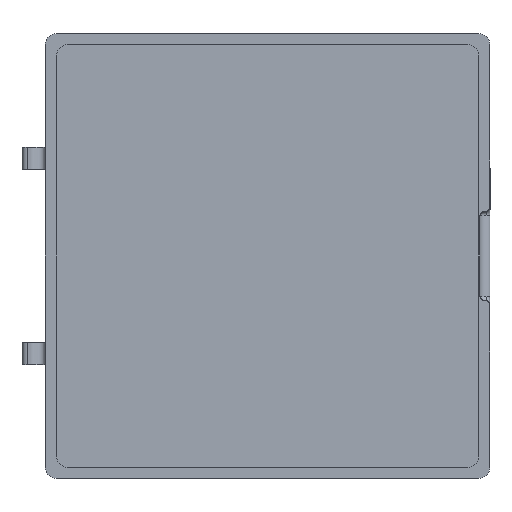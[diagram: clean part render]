
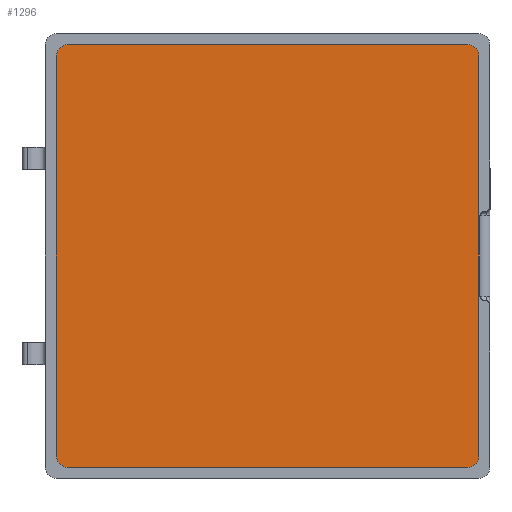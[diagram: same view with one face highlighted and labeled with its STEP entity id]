
A CAD part, front view. The second image highlights one B-rep face of the part: STEP entity #1296.
In plain terms, the highlighted planar face has unit normal (0, -1, 0).
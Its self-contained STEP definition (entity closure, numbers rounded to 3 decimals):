
#32 = CARTESIAN_POINT ( 'NONE',  ( -441.856, 8., -170.252 ) ) ;
#69 = LINE ( 'NONE', #552, #1342 ) ;
#83 = AXIS2_PLACEMENT_3D ( 'NONE', #1219, #104, #588 ) ;
#98 = CARTESIAN_POINT ( 'NONE',  ( -256.856, 8., -170.252 ) ) ;
#104 = DIRECTION ( 'NONE',  ( 0., -1., 0. ) ) ;
#149 = CARTESIAN_POINT ( 'NONE',  ( -251.856, 8., 19.748 ) ) ;
#170 = CARTESIAN_POINT ( 'NONE',  ( -256.856, 8., -165.252 ) ) ;
#190 = CIRCLE ( 'NONE', #894, 5. ) ;
#191 = EDGE_CURVE ( 'NONE', #1391, #900, #69, .T. ) ;
#214 = EDGE_LOOP ( 'NONE', ( #1067, #1292, #373, #1233, #1132, #501, #1498, #545 ) ) ;
#222 = CARTESIAN_POINT ( 'NONE',  ( -436.856, 8., -170.252 ) ) ;
#225 = VECTOR ( 'NONE', #1112, 1000. ) ;
#265 = CARTESIAN_POINT ( 'NONE',  ( -436.856, 8., 14.748 ) ) ;
#289 = CARTESIAN_POINT ( 'NONE',  ( -441.856, 8., -165.252 ) ) ;
#291 = VERTEX_POINT ( 'NONE', #852 ) ;
#296 = VERTEX_POINT ( 'NONE', #466 ) ;
#309 = DIRECTION ( 'NONE',  ( 1., 0., 0. ) ) ;
#346 = FACE_OUTER_BOUND ( 'NONE', #214, .T. ) ;
#373 = ORIENTED_EDGE ( 'NONE', *, *, #1577, .T. ) ;
#393 = EDGE_CURVE ( 'NONE', #291, #510, #1129, .T. ) ;
#394 = AXIS2_PLACEMENT_3D ( 'NONE', #575, #1312, #1190 ) ;
#407 = DIRECTION ( 'NONE',  ( 0., -1., 0. ) ) ;
#413 = CARTESIAN_POINT ( 'NONE',  ( -251.856, 8., -170.252 ) ) ;
#421 = LINE ( 'NONE', #413, #1497 ) ;
#425 = CIRCLE ( 'NONE', #1324, 5. ) ;
#445 = EDGE_CURVE ( 'NONE', #777, #662, #881, .T. ) ;
#448 = EDGE_CURVE ( 'NONE', #662, #291, #425, .T. ) ;
#466 = CARTESIAN_POINT ( 'NONE',  ( -251.856, 8., -165.252 ) ) ;
#501 = ORIENTED_EDGE ( 'NONE', *, *, #448, .T. ) ;
#510 = VERTEX_POINT ( 'NONE', #289 ) ;
#545 = ORIENTED_EDGE ( 'NONE', *, *, #891, .T. ) ;
#552 = CARTESIAN_POINT ( 'NONE',  ( -251.856, 8., -170.252 ) ) ;
#575 = CARTESIAN_POINT ( 'NONE',  ( -436.856, 8., -165.252 ) ) ;
#588 = DIRECTION ( 'NONE',  ( 0., 0., -1. ) ) ;
#640 = DIRECTION ( 'NONE',  ( 0., 0., -1. ) ) ;
#644 = DIRECTION ( 'NONE',  ( 0., 0., -1. ) ) ;
#662 = VERTEX_POINT ( 'NONE', #1210 ) ;
#685 = CARTESIAN_POINT ( 'NONE',  ( -251.856, 8., 14.748 ) ) ;
#704 = DIRECTION ( 'NONE',  ( 0., 0., -1. ) ) ;
#777 = VERTEX_POINT ( 'NONE', #873 ) ;
#783 = DIRECTION ( 'NONE',  ( 0., 0., 1. ) ) ;
#852 = CARTESIAN_POINT ( 'NONE',  ( -441.856, 8., 14.748 ) ) ;
#858 = VECTOR ( 'NONE', #1015, 1000. ) ;
#862 = VERTEX_POINT ( 'NONE', #685 ) ;
#865 = EDGE_CURVE ( 'NONE', #862, #777, #1101, .T. ) ;
#873 = CARTESIAN_POINT ( 'NONE',  ( -256.856, 8., 19.748 ) ) ;
#881 = LINE ( 'NONE', #149, #225 ) ;
#891 = EDGE_CURVE ( 'NONE', #510, #1391, #1156, .T. ) ;
#894 = AXIS2_PLACEMENT_3D ( 'NONE', #170, #407, #640 ) ;
#900 = VERTEX_POINT ( 'NONE', #98 ) ;
#1015 = DIRECTION ( 'NONE',  ( 0., 0., -1. ) ) ;
#1064 = EDGE_CURVE ( 'NONE', #900, #296, #190, .T. ) ;
#1067 = ORIENTED_EDGE ( 'NONE', *, *, #191, .T. ) ;
#1101 = CIRCLE ( 'NONE', #1510, 5. ) ;
#1112 = DIRECTION ( 'NONE',  ( -1., 0., 0. ) ) ;
#1129 = LINE ( 'NONE', #32, #858 ) ;
#1132 = ORIENTED_EDGE ( 'NONE', *, *, #445, .T. ) ;
#1156 = CIRCLE ( 'NONE', #394, 5. ) ;
#1169 = DIRECTION ( 'NONE',  ( 0., -1., 0. ) ) ;
#1190 = DIRECTION ( 'NONE',  ( 0., 0., -1. ) ) ;
#1210 = CARTESIAN_POINT ( 'NONE',  ( -436.856, 8., 19.748 ) ) ;
#1219 = CARTESIAN_POINT ( 'NONE',  ( 0., 8., 0. ) ) ;
#1233 = ORIENTED_EDGE ( 'NONE', *, *, #865, .T. ) ;
#1292 = ORIENTED_EDGE ( 'NONE', *, *, #1064, .T. ) ;
#1296 = ADVANCED_FACE ( 'NONE', ( #346 ), #1318, .T. ) ;
#1312 = DIRECTION ( 'NONE',  ( 0., -1., 0. ) ) ;
#1318 = PLANE ( 'NONE',  #83 ) ;
#1319 = CARTESIAN_POINT ( 'NONE',  ( -256.856, 8., 14.748 ) ) ;
#1324 = AXIS2_PLACEMENT_3D ( 'NONE', #265, #1470, #644 ) ;
#1342 = VECTOR ( 'NONE', #309, 1000. ) ;
#1391 = VERTEX_POINT ( 'NONE', #222 ) ;
#1470 = DIRECTION ( 'NONE',  ( 0., -1., 0. ) ) ;
#1497 = VECTOR ( 'NONE', #783, 1000. ) ;
#1498 = ORIENTED_EDGE ( 'NONE', *, *, #393, .T. ) ;
#1510 = AXIS2_PLACEMENT_3D ( 'NONE', #1319, #1169, #704 ) ;
#1577 = EDGE_CURVE ( 'NONE', #296, #862, #421, .T. ) ;
